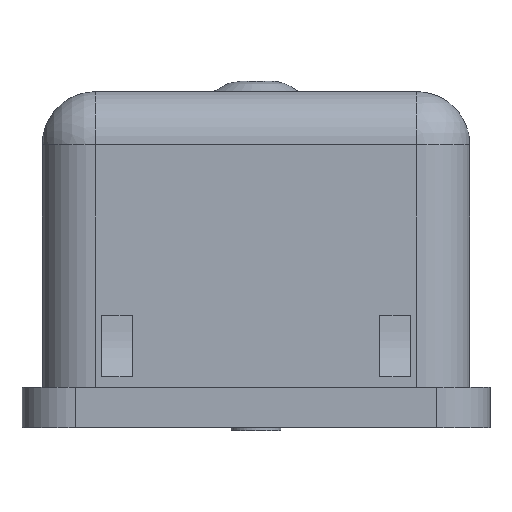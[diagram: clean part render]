
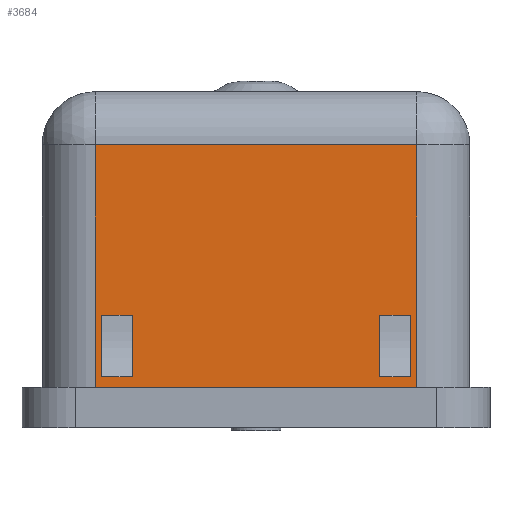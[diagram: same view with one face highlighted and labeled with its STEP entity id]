
A CAD part, left-side view. The second image highlights one B-rep face of the part: STEP entity #3684.
In plain terms, the highlighted planar face has unit normal (-1, 0, 0).
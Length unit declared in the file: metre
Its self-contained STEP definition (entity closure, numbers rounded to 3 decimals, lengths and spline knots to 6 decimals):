
#318=PLANE('',#4229);
#402=LINE('',#5553,#786);
#404=LINE('',#5566,#788);
#406=LINE('',#5570,#790);
#408=LINE('',#5574,#792);
#409=LINE('',#5601,#793);
#412=LINE('',#5616,#796);
#413=LINE('',#5618,#797);
#415=LINE('',#5622,#799);
#605=LINE('',#6151,#989);
#606=LINE('',#6154,#990);
#607=LINE('',#6156,#991);
#608=LINE('',#6158,#992);
#786=VECTOR('',#4450,1.);
#788=VECTOR('',#4454,1.);
#790=VECTOR('',#4458,1.);
#792=VECTOR('',#4462,1.);
#793=VECTOR('',#4463,1.);
#796=VECTOR('',#4468,1.);
#797=VECTOR('',#4471,1.);
#799=VECTOR('',#4475,1.);
#989=VECTOR('',#4909,1.);
#990=VECTOR('',#4910,1.);
#991=VECTOR('',#4911,1.);
#992=VECTOR('',#4912,1.);
#1587=ORIENTED_EDGE('',*,*,#2251,.T.);
#1588=ORIENTED_EDGE('',*,*,#2258,.T.);
#1589=ORIENTED_EDGE('',*,*,#2256,.F.);
#1590=ORIENTED_EDGE('',*,*,#2254,.F.);
#1591=ORIENTED_EDGE('',*,*,#2264,.T.);
#1592=ORIENTED_EDGE('',*,*,#2265,.T.);
#1593=ORIENTED_EDGE('',*,*,#2267,.F.);
#1594=ORIENTED_EDGE('',*,*,#2260,.F.);
#1595=ORIENTED_EDGE('',*,*,#2530,.F.);
#1596=ORIENTED_EDGE('',*,*,#2531,.T.);
#1597=ORIENTED_EDGE('',*,*,#2532,.T.);
#1598=ORIENTED_EDGE('',*,*,#2533,.T.);
#2251=EDGE_CURVE('',#2792,#2791,#402,.T.);
#2254=EDGE_CURVE('',#2792,#2794,#404,.T.);
#2256=EDGE_CURVE('',#2794,#2795,#406,.T.);
#2258=EDGE_CURVE('',#2791,#2795,#408,.T.);
#2260=EDGE_CURVE('',#2797,#2798,#409,.T.);
#2264=EDGE_CURVE('',#2797,#2800,#412,.T.);
#2265=EDGE_CURVE('',#2800,#2801,#413,.T.);
#2267=EDGE_CURVE('',#2798,#2801,#415,.T.);
#2530=EDGE_CURVE('',#3003,#3004,#605,.T.);
#2531=EDGE_CURVE('',#3003,#3005,#606,.F.);
#2532=EDGE_CURVE('',#3005,#3006,#607,.T.);
#2533=EDGE_CURVE('',#3006,#3004,#608,.T.);
#2791=VERTEX_POINT('',#5552);
#2792=VERTEX_POINT('',#5554);
#2794=VERTEX_POINT('',#5567);
#2795=VERTEX_POINT('',#5571);
#2797=VERTEX_POINT('',#5600);
#2798=VERTEX_POINT('',#5602);
#2800=VERTEX_POINT('',#5615);
#2801=VERTEX_POINT('',#5619);
#3003=VERTEX_POINT('',#6152);
#3004=VERTEX_POINT('',#6153);
#3005=VERTEX_POINT('',#6155);
#3006=VERTEX_POINT('',#6157);
#3219=EDGE_LOOP('',(#1587,#1588,#1589,#1590));
#3220=EDGE_LOOP('',(#1591,#1592,#1593,#1594));
#3221=EDGE_LOOP('',(#1595,#1596,#1597,#1598));
#3459=FACE_BOUND('',#3219,.T.);
#3460=FACE_BOUND('',#3220,.T.);
#3461=FACE_BOUND('',#3221,.T.);
#3684=ADVANCED_FACE('',(#3459,#3460,#3461),#318,.T.);
#4229=AXIS2_PLACEMENT_3D('',#6150,#4907,#4908);
#4450=DIRECTION('',(0.,-1.,0.));
#4454=DIRECTION('',(0.,0.,-1.));
#4458=DIRECTION('',(0.,-1.,0.));
#4462=DIRECTION('',(0.,0.,-1.));
#4463=DIRECTION('',(0.,1.,0.));
#4468=DIRECTION('',(0.,0.,-1.));
#4471=DIRECTION('',(0.,1.,0.));
#4475=DIRECTION('',(0.,0.,-1.));
#4907=DIRECTION('',(-1.,0.,0.));
#4908=DIRECTION('',(0.,1.,0.));
#4909=DIRECTION('',(0.,1.,0.));
#4910=DIRECTION('',(0.,0.,-1.));
#4911=DIRECTION('',(0.,1.,0.));
#4912=DIRECTION('',(0.,0.,-1.));
#5552=CARTESIAN_POINT('',(-0.04065,-0.014526,0.006784));
#5553=CARTESIAN_POINT('',(-0.04065,-0.013075,0.006784));
#5554=CARTESIAN_POINT('',(-0.04065,-0.011624,0.006784));
#5566=CARTESIAN_POINT('',(-0.04065,-0.011624,0.003882));
#5567=CARTESIAN_POINT('',(-0.04065,-0.011624,0.00098));
#5570=CARTESIAN_POINT('',(-0.04065,-0.013075,0.00098));
#5571=CARTESIAN_POINT('',(-0.04065,-0.014526,0.00098));
#5574=CARTESIAN_POINT('',(-0.04065,-0.014526,0.003882));
#5600=CARTESIAN_POINT('',(-0.04065,0.011624,0.006784));
#5601=CARTESIAN_POINT('',(-0.04065,0.013075,0.006784));
#5602=CARTESIAN_POINT('',(-0.04065,0.014526,0.006784));
#5615=CARTESIAN_POINT('',(-0.04065,0.011624,0.00098));
#5616=CARTESIAN_POINT('',(-0.04065,0.011624,0.003882));
#5618=CARTESIAN_POINT('',(-0.04065,0.013075,0.00098));
#5619=CARTESIAN_POINT('',(-0.04065,0.014526,0.00098));
#5622=CARTESIAN_POINT('',(-0.04065,0.014526,0.003882));
#6150=CARTESIAN_POINT('',(-0.04065,0.,0.0278));
#6151=CARTESIAN_POINT('',(-0.04065,0.,0.));
#6152=CARTESIAN_POINT('',(-0.04065,-0.0151,0.));
#6153=CARTESIAN_POINT('',(-0.04065,0.0151,0.));
#6154=CARTESIAN_POINT('',(-0.04065,-0.0151,0.0278));
#6155=CARTESIAN_POINT('',(-0.04065,-0.0151,0.0228));
#6156=CARTESIAN_POINT('',(-0.04065,0.,0.0228));
#6157=CARTESIAN_POINT('',(-0.04065,0.0151,0.0228));
#6158=CARTESIAN_POINT('',(-0.04065,0.0151,0.));
